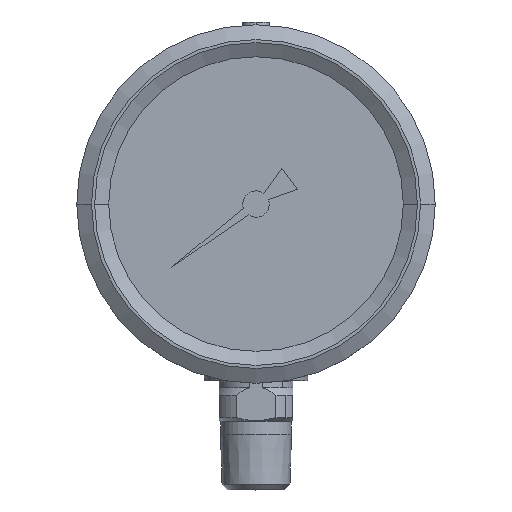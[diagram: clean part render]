
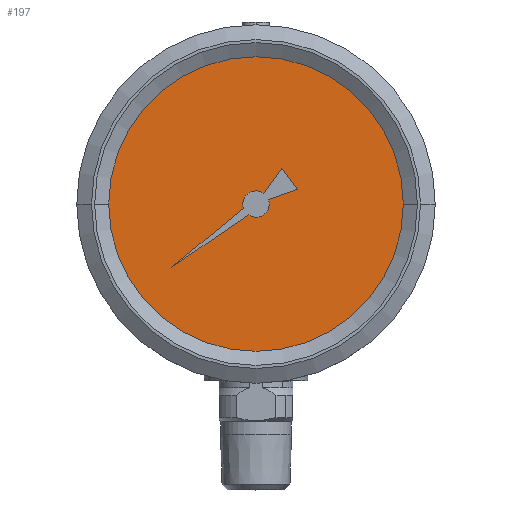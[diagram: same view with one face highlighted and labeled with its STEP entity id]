
A CAD part, top view. The second image highlights one B-rep face of the part: STEP entity #197.
In plain terms, the highlighted planar face has unit normal (0, 0, 1).
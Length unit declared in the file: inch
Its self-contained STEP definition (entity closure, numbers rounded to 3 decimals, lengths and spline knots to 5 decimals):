
#169 = VERTEX_POINT ( 'NONE', #6747 ) ;
#197 = ADVANCED_FACE ( 'NONE', ( #2175, #9741 ), #13038, .F. ) ;
#230 = DIRECTION ( 'NONE',  ( 0.826, 0.563, 0. ) ) ;
#316 = DIRECTION ( 'NONE',  ( 0.772, 0.635, 0. ) ) ;
#574 = LINE ( 'NONE', #2082, #17690 ) ;
#680 = CARTESIAN_POINT ( 'NONE',  ( -1.1, 0.43307, 0.67567 ) ) ;
#1055 = EDGE_CURVE ( 'NONE', #6500, #12827, #3613, .T. ) ;
#1105 = EDGE_CURVE ( 'NONE', #18126, #169, #14000, .T. ) ;
#1139 = AXIS2_PLACEMENT_3D ( 'NONE', #10991, #12578, #18950 ) ;
#2082 = CARTESIAN_POINT ( 'NONE',  ( -0.13636, 0.38474, 0.67567 ) ) ;
#2175 = FACE_OUTER_BOUND ( 'NONE', #12761, .T. ) ;
#3318 = VERTEX_POINT ( 'NONE', #13779 ) ;
#3613 = LINE ( 'NONE', #11104, #8799 ) ;
#3661 = DIRECTION ( 'NONE',  ( 1., 0., 0. ) ) ;
#3741 = CARTESIAN_POINT ( 'NONE',  ( 0., 0.43307, 0.67567 ) ) ;
#3770 = DIRECTION ( 'NONE',  ( -0.943, -0.334, 0. ) ) ;
#3775 = DIRECTION ( 'NONE',  ( 0., 0., -1. ) ) ;
#3924 = CIRCLE ( 'NONE', #8399, 1.1 ) ;
#4122 = DIRECTION ( 'NONE',  ( 1., 0., 0. ) ) ;
#4416 = ORIENTED_EDGE ( 'NONE', *, *, #14116, .F. ) ;
#4941 = CIRCLE ( 'NONE', #1139, 0.09843 ) ;
#5379 = AXIS2_PLACEMENT_3D ( 'NONE', #11448, #12829, #3661 ) ;
#5536 = VERTEX_POINT ( 'NONE', #9271 ) ;
#5748 = CARTESIAN_POINT ( 'NONE',  ( -0.20541, 0.14801, 0.67567 ) ) ;
#5932 = VERTEX_POINT ( 'NONE', #10127 ) ;
#6498 = DIRECTION ( 'NONE',  ( -0.6, 0.8, 0. ) ) ;
#6500 = VERTEX_POINT ( 'NONE', #9932 ) ;
#6558 = DIRECTION ( 'NONE',  ( -1., 0., 0. ) ) ;
#6570 = EDGE_CURVE ( 'NONE', #5536, #7318, #8256, .T. ) ;
#6593 = AXIS2_PLACEMENT_3D ( 'NONE', #3741, #18608, #17123 ) ;
#6747 = CARTESIAN_POINT ( 'NONE',  ( -0.09342, 0.40207, 0.67567 ) ) ;
#6858 = VECTOR ( 'NONE', #10530, 39.37008 ) ;
#7138 = EDGE_CURVE ( 'NONE', #7318, #15782, #8574, .T. ) ;
#7318 = VERTEX_POINT ( 'NONE', #19372 ) ;
#7777 = ORIENTED_EDGE ( 'NONE', *, *, #11827, .F. ) ;
#8248 = DIRECTION ( 'NONE',  ( 0., 0., -1. ) ) ;
#8256 = CIRCLE ( 'NONE', #5379, 0.09843 ) ;
#8399 = AXIS2_PLACEMENT_3D ( 'NONE', #15943, #3775, #17743 ) ;
#8574 = CIRCLE ( 'NONE', #11765, 0.09843 ) ;
#8601 = ORIENTED_EDGE ( 'NONE', *, *, #11438, .F. ) ;
#8799 = VECTOR ( 'NONE', #6498, 39.37008 ) ;
#8911 = ORIENTED_EDGE ( 'NONE', *, *, #1105, .T. ) ;
#9271 = CARTESIAN_POINT ( 'NONE',  ( -0.05592, 0.35207, 0.67567 ) ) ;
#9585 = ORIENTED_EDGE ( 'NONE', *, *, #10687, .F. ) ;
#9741 = FACE_BOUND ( 'NONE', #12958, .T. ) ;
#9932 = CARTESIAN_POINT ( 'NONE',  ( 0.31102, 0.54331, 0.67567 ) ) ;
#9938 = ORIENTED_EDGE ( 'NONE', *, *, #19653, .T. ) ;
#10127 = CARTESIAN_POINT ( 'NONE',  ( 1.1, 0.43307, 0.67567 ) ) ;
#10452 = ORIENTED_EDGE ( 'NONE', *, *, #1055, .F. ) ;
#10530 = DIRECTION ( 'NONE',  ( -0.585, -0.811, 0. ) ) ;
#10687 = EDGE_CURVE ( 'NONE', #18126, #5536, #19239, .T. ) ;
#10991 = CARTESIAN_POINT ( 'NONE',  ( 0., 0.43307, 0.67567 ) ) ;
#11104 = CARTESIAN_POINT ( 'NONE',  ( 0.45984, 0.34488, 0.67567 ) ) ;
#11438 = EDGE_CURVE ( 'NONE', #12827, #3318, #13343, .T. ) ;
#11448 = CARTESIAN_POINT ( 'NONE',  ( 0., 0.43307, 0.67567 ) ) ;
#11765 = AXIS2_PLACEMENT_3D ( 'NONE', #17808, #19484, #4122 ) ;
#11827 = EDGE_CURVE ( 'NONE', #3318, #169, #4941, .T. ) ;
#11946 = VECTOR ( 'NONE', #230, 39.37008 ) ;
#12492 = CARTESIAN_POINT ( 'NONE',  ( -0.23498, 0.28559, 0.67567 ) ) ;
#12578 = DIRECTION ( 'NONE',  ( 0., 0., 1. ) ) ;
#12761 = EDGE_LOOP ( 'NONE', ( #16316, #4416 ) ) ;
#12827 = VERTEX_POINT ( 'NONE', #19632 ) ;
#12829 = DIRECTION ( 'NONE',  ( 0., 0., 1. ) ) ;
#12958 = EDGE_LOOP ( 'NONE', ( #8911, #7777, #8601, #10452, #9938, #15947, #13428, #9585 ) ) ;
#13038 = PLANE ( 'NONE',  #16434 ) ;
#13343 = LINE ( 'NONE', #5748, #6858 ) ;
#13428 = ORIENTED_EDGE ( 'NONE', *, *, #6570, .F. ) ;
#13779 = CARTESIAN_POINT ( 'NONE',  ( 0.05754, 0.51292, 0.67567 ) ) ;
#14000 = LINE ( 'NONE', #12492, #14541 ) ;
#14116 = EDGE_CURVE ( 'NONE', #18370, #5932, #19012, .T. ) ;
#14541 = VECTOR ( 'NONE', #316, 39.37008 ) ;
#15499 = EDGE_CURVE ( 'NONE', #5932, #18370, #3924, .T. ) ;
#15782 = VERTEX_POINT ( 'NONE', #18806 ) ;
#15943 = CARTESIAN_POINT ( 'NONE',  ( 0., 0.43307, 0.67567 ) ) ;
#15947 = ORIENTED_EDGE ( 'NONE', *, *, #7138, .F. ) ;
#16316 = ORIENTED_EDGE ( 'NONE', *, *, #15499, .F. ) ;
#16434 = AXIS2_PLACEMENT_3D ( 'NONE', #17534, #8248, #6558 ) ;
#16899 = CARTESIAN_POINT ( 'NONE',  ( -0.18163, 0.26634, 0.67567 ) ) ;
#17123 = DIRECTION ( 'NONE',  ( -1., 0., 0. ) ) ;
#17534 = CARTESIAN_POINT ( 'NONE',  ( 0., 1.53307, 0.67567 ) ) ;
#17690 = VECTOR ( 'NONE', #3770, 39.37008 ) ;
#17743 = DIRECTION ( 'NONE',  ( -1., 0., 0. ) ) ;
#17808 = CARTESIAN_POINT ( 'NONE',  ( 0., 0.43307, 0.67567 ) ) ;
#18126 = VERTEX_POINT ( 'NONE', #18484 ) ;
#18370 = VERTEX_POINT ( 'NONE', #680 ) ;
#18484 = CARTESIAN_POINT ( 'NONE',  ( -0.62992, -0.03937, 0.67567 ) ) ;
#18608 = DIRECTION ( 'NONE',  ( 0., 0., -1. ) ) ;
#18806 = CARTESIAN_POINT ( 'NONE',  ( 0.09277, 0.46595, 0.67567 ) ) ;
#18950 = DIRECTION ( 'NONE',  ( 1., 0., 0. ) ) ;
#19012 = CIRCLE ( 'NONE', #6593, 1.1 ) ;
#19239 = LINE ( 'NONE', #16899, #11946 ) ;
#19372 = CARTESIAN_POINT ( 'NONE',  ( 0.09843, 0.43307, 0.67567 ) ) ;
#19484 = DIRECTION ( 'NONE',  ( 0., 0., 1. ) ) ;
#19632 = CARTESIAN_POINT ( 'NONE',  ( 0.19291, 0.70079, 0.67567 ) ) ;
#19653 = EDGE_CURVE ( 'NONE', #6500, #15782, #574, .T. ) ;
